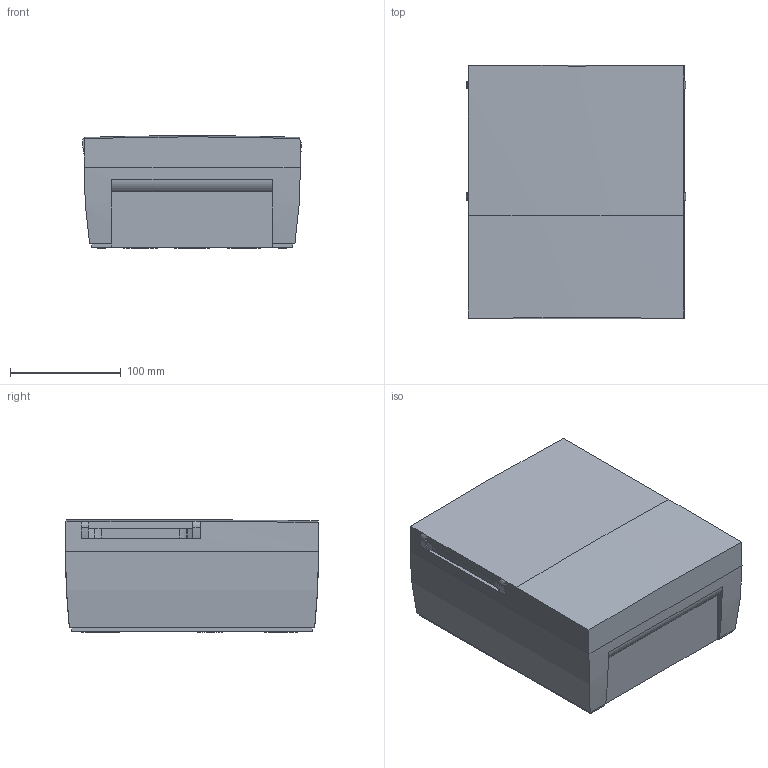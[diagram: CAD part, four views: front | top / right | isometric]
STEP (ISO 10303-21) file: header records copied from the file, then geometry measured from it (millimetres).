
FILE_DESCRIPTION((''),'2;1');
FILE_NAME('PRT0001','2011-03-07T',('MCordero'),(''),'PRO/ENGINEER BY PARAMETRIC TECHNOLOGY CORPORATION, 2006170','PRO/ENGINEER BY PARAMETRIC TECHNOLOGY CORPORATION, 2006170','');
FILE_SCHEMA(('CONFIG_CONTROL_DESIGN'));
Length unit declared in the file: millimetre
Products named in the file (1): PRT0001
Bounding box: 197.36 x 228 x 101.52 mm (x, y, z)
Volume: 3759936.6 mm3; surface area: 254890.3 mm2
Topology: 1 solids, 1 shells, 299 faces, 866 edges, 577 vertices
Faces by surface type: plane 199, cylinder 96, bspline 2, cone 1, extrusion 1
Entity records: 10350 total; most frequent: CARTESIAN_POINT 2326, ORIENTED_EDGE 1732, DIRECTION 1612, EDGE_CURVE 866, VERTEX_POINT 577, VECTOR 556, LINE 555, AXIS2_PLACEMENT_3D 528
